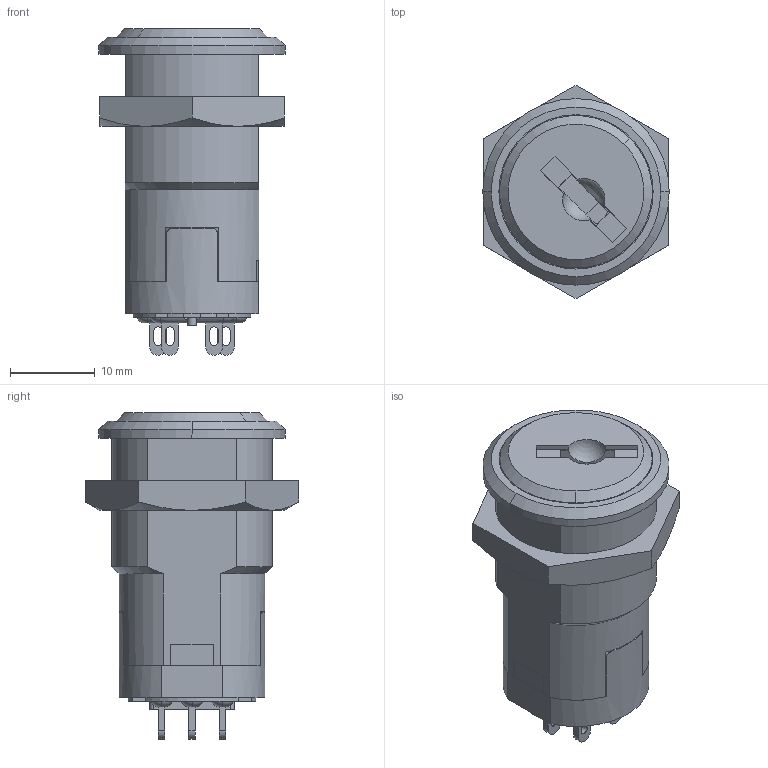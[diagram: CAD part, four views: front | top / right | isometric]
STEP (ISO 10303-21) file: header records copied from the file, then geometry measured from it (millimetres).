
FILE_DESCRIPTION (( 'STEP AP203' ), '1' );
FILE_NAME ('S-187-90-EF-2.STEP', '2020-07-28T04:30:28', ( '' ), ( '' ), 'SwSTEP 2.0', 'SolidWorks 2018', '' );
FILE_SCHEMA (( 'CONFIG_CONTROL_DESIGN' ));
Length unit declared in the file: millimetre
Products named in the file (7): S-187-90-EF-2_シリンダーケース_; S-187-90-EF-2_ストッパー_; S-187-90-EF-2_プラグ_; S-187-90-EF-2_ナット_; S-187-90-EF-2_スイッチ_; S-187-90-EF-2_スリーブ_; S-187-90-EF-2
Assembly tree (6 placements, depth 2):
  S-187-90-EF-2
    S-187-90-EF-2_スリーブ_
    S-187-90-EF-2_シリンダーケース_
    S-187-90-EF-2_プラグ_
    S-187-90-EF-2_スイッチ_
    S-187-90-EF-2_ナット_
    S-187-90-EF-2_ストッパー_
Bounding box: 22 x 25.17 x 38.5 mm (x, y, z)
Volume: 7542.8 mm3; surface area: 8626 mm2
Topology: 6 solids, 6 shells, 316 faces, 885 edges, 581 vertices
Faces by surface type: plane 171, cylinder 109, cone 18, torus 16, sphere 2
Entity records: 11185 total; most frequent: CARTESIAN_POINT 2059, DIRECTION 1810, ORIENTED_EDGE 1762, EDGE_CURVE 881, AXIS2_PLACEMENT_3D 650, VERTEX_POINT 579, VECTOR 510, LINE 510
